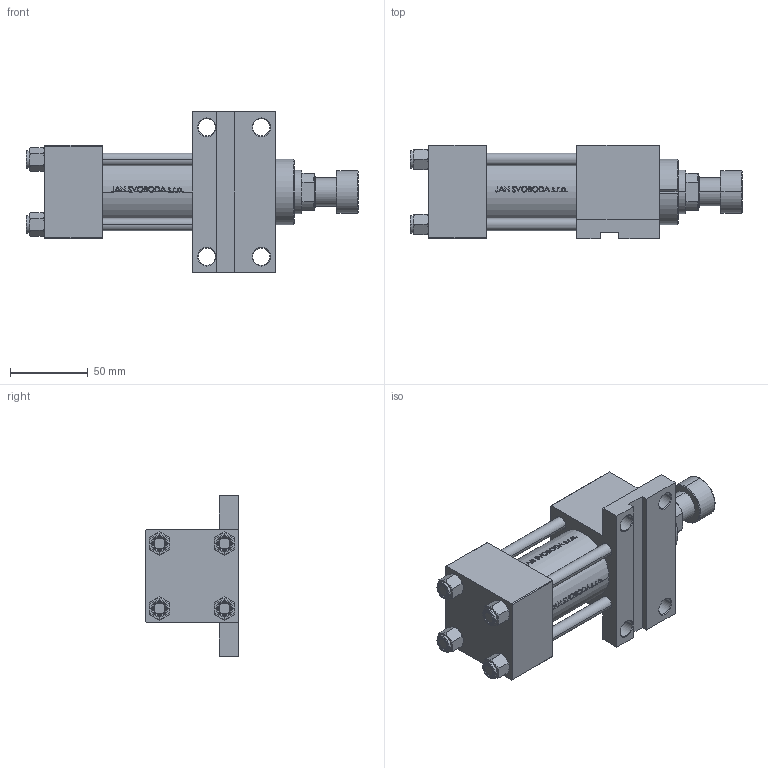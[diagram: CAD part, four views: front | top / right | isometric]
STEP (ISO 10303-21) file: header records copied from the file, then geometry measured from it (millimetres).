
FILE_DESCRIPTION (( 'STEP AP203' ), '1' );
FILE_NAME ('23c9.STEP', '2022-04-14T15:37:13', ( '' ), ( '' ), 'SwSTEP 2.0', 'SolidWorks 2019', '' );
FILE_SCHEMA (( 'CONFIG_CONTROL_DESIGN' ));
Length unit declared in the file: millimetre
Products named in the file (7): NUT_M5_F 65303a769c4b7fd905bf036b16eae89a; 23c9; V215_VC_A 65303a769c4b7fd905bf036b16eae89a; V215CR_VCP_F 65303a769c4b7fd905bf036b16eae89a; V215CR_ROD_END_F 65303a769c4b7fd905bf036b16eae89a; V215CR_F_Body 65303a769c4b7fd905bf036b16eae89a; V215CR_F_TYCINKA 65303a769c4b7fd905bf036b16eae89a
Assembly tree (12 placements, depth 2):
  23c9
    V215CR_F_Body 65303a769c4b7fd905bf036b16eae89a
    V215CR_VCP_F 65303a769c4b7fd905bf036b16eae89a
    V215CR_F_TYCINKA 65303a769c4b7fd905bf036b16eae89a  x4
    NUT_M5_F 65303a769c4b7fd905bf036b16eae89a  x4
    V215_VC_A 65303a769c4b7fd905bf036b16eae89a
    V215CR_ROD_END_F 65303a769c4b7fd905bf036b16eae89a
Bounding box: 213 x 60 x 103 mm (x, y, z)
Volume: 456181.4 mm3; surface area: 121223.4 mm2
Topology: 12 solids, 12 shells, 1129 faces, 2846 edges, 1825 vertices
Faces by surface type: plane 442, bspline 380, cone 154, cylinder 141, torus 12
Entity records: 48743 total; most frequent: CARTESIAN_POINT 26084, ORIENTED_EDGE 5184, DIRECTION 3270, EDGE_CURVE 2592, VERTEX_POINT 1681, LINE 1328, VECTOR 1328, EDGE_LOOP 1113
